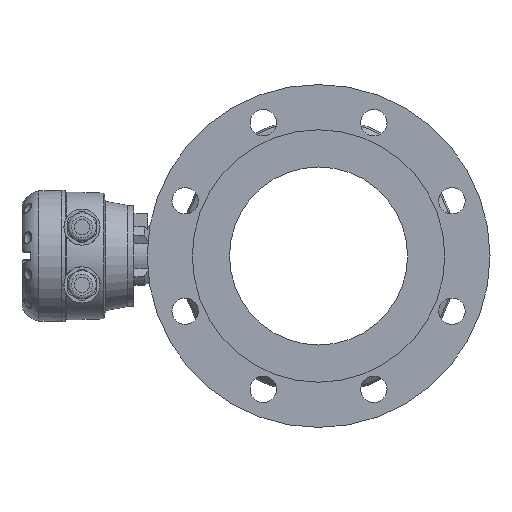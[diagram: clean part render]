
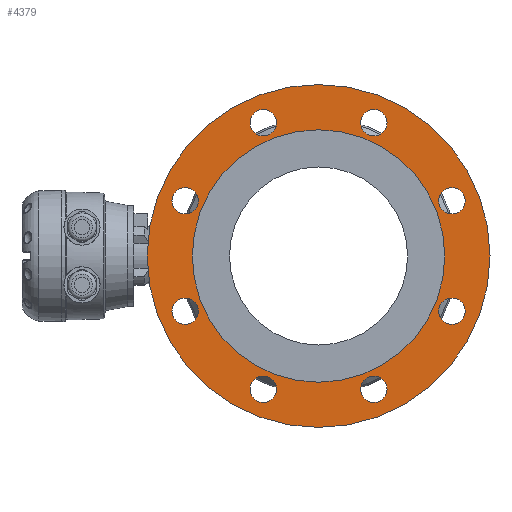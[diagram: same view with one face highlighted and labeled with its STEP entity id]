
A CAD part, left-side view. The second image highlights one B-rep face of the part: STEP entity #4379.
In plain terms, the highlighted planar face has unit normal (-1, 0, 0).
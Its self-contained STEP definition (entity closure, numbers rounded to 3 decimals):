
#2422 = ORIENTED_EDGE ( 'NONE', *, *, #6502, .F. ) ;
#2423 = ORIENTED_EDGE ( 'NONE', *, *, #2824, .F. ) ;
#2424 = ORIENTED_EDGE ( 'NONE', *, *, #2823, .F. ) ;
#2425 = ORIENTED_EDGE ( 'NONE', *, *, #6397, .F. ) ;
#2426 = ORIENTED_EDGE ( 'NONE', *, *, #6424, .F. ) ;
#2427 = ORIENTED_EDGE ( 'NONE', *, *, #6461, .F. ) ;
#2428 = ORIENTED_EDGE ( 'NONE', *, *, #6437, .F. ) ;
#2429 = ORIENTED_EDGE ( 'NONE', *, *, #6541, .F. ) ;
#2430 = ORIENTED_EDGE ( 'NONE', *, *, #12654, .F. ) ;
#2431 = ORIENTED_EDGE ( 'NONE', *, *, #2789, .T. ) ;
#2506 = EDGE_LOOP ( 'NONE', ( #2422 ) ) ;
#2789 = EDGE_CURVE ( 'NONE', #15601, #15601, #10419, .T. ) ;
#2823 = EDGE_CURVE ( 'NONE', #15617, #15617, #10464, .T. ) ;
#2824 = EDGE_CURVE ( 'NONE', #15619, #15619, #10466, .T. ) ;
#4379 = ADVANCED_FACE ( 'NONE', ( #10791, #10797, #10799, #10801, #10795, #10790, #10798, #10800, #10802, #10796 ), #4653, .T. ) ;
#4403 = DIRECTION ( 'NONE',  ( 0., 0., -1. ) ) ;
#4406 = DIRECTION ( 'NONE',  ( -1., 0., 0. ) ) ;
#4419 = CARTESIAN_POINT ( 'NONE',  ( -139.805, -147.017, -10.543 ) ) ;
#4452 = CARTESIAN_POINT ( 'NONE',  ( -139.805, -147.017, -10.543 ) ) ;
#4501 = DIRECTION ( 'NONE',  ( 0., 0., -1. ) ) ;
#4524 = CARTESIAN_POINT ( 'NONE',  ( -139.805, -101.095, 100.323 ) ) ;
#4556 = DIRECTION ( 'NONE',  ( 1., 0., 0. ) ) ;
#4575 = DIRECTION ( 'NONE',  ( -1., 0., 0. ) ) ;
#4582 = DIRECTION ( 'NONE',  ( 0., 0., 1. ) ) ;
#4586 = DIRECTION ( 'NONE',  ( -1., 0., 0. ) ) ;
#4619 = DIRECTION ( 'NONE',  ( 0., 0., 1. ) ) ;
#4620 = CARTESIAN_POINT ( 'NONE',  ( -139.805, -192.939, 100.323 ) ) ;
#4653 = PLANE ( 'NONE',  #13293 ) ;
#6397 = EDGE_CURVE ( 'NONE', #15663, #15663, #10861, .T. ) ;
#6424 = EDGE_CURVE ( 'NONE', #15669, #15669, #10880, .T. ) ;
#6437 = EDGE_CURVE ( 'NONE', #15677, #15677, #10896, .T. ) ;
#6461 = EDGE_CURVE ( 'NONE', #15683, #15683, #10914, .T. ) ;
#6502 = EDGE_CURVE ( 'NONE', #15691, #15691, #10944, .T. ) ;
#6541 = EDGE_CURVE ( 'NONE', #15707, #15707, #10969, .T. ) ;
#7540 = CARTESIAN_POINT ( 'NONE',  ( -139.805, -257.882, 35.379 ) ) ;
#7545 = DIRECTION ( 'NONE',  ( -1., 0., 0. ) ) ;
#7546 = DIRECTION ( 'NONE',  ( 0., 0., 1. ) ) ;
#7579 = CARTESIAN_POINT ( 'NONE',  ( -139.805, -257.882, -56.465 ) ) ;
#7580 = DIRECTION ( 'NONE',  ( -1., 0., 0. ) ) ;
#7581 = DIRECTION ( 'NONE',  ( 0., 0., 1. ) ) ;
#7607 = CARTESIAN_POINT ( 'NONE',  ( -139.805, -101.095, -121.408 ) ) ;
#7618 = DIRECTION ( 'NONE',  ( -1., 0., 0. ) ) ;
#7619 = DIRECTION ( 'NONE',  ( 0., 0., 1. ) ) ;
#7672 = CARTESIAN_POINT ( 'NONE',  ( -139.805, -192.939, -121.408 ) ) ;
#7680 = DIRECTION ( 'NONE',  ( -1., 0., 0. ) ) ;
#7681 = DIRECTION ( 'NONE',  ( 0., 0., 1. ) ) ;
#7924 = CARTESIAN_POINT ( 'NONE',  ( -139.805, -36.151, 35.379 ) ) ;
#7925 = DIRECTION ( 'NONE',  ( -1., 0., 0. ) ) ;
#7926 = DIRECTION ( 'NONE',  ( 0., 0., 1. ) ) ;
#7998 = CARTESIAN_POINT ( 'NONE',  ( -139.805, -36.151, -56.465 ) ) ;
#8004 = DIRECTION ( 'NONE',  ( -1., 0., 0. ) ) ;
#8005 = DIRECTION ( 'NONE',  ( 0., 0., 1. ) ) ;
#10151 = CARTESIAN_POINT ( 'NONE',  ( -139.805, -147.017, -10.543 ) ) ;
#10157 = DIRECTION ( 'NONE',  ( 1., 0., 0. ) ) ;
#10158 = DIRECTION ( 'NONE',  ( 0., 0., -1. ) ) ;
#10253 = EDGE_LOOP ( 'NONE', ( #2424 ) ) ;
#10254 = EDGE_LOOP ( 'NONE', ( #2423 ) ) ;
#10256 = EDGE_LOOP ( 'NONE', ( #2426 ) ) ;
#10257 = EDGE_LOOP ( 'NONE', ( #2425 ) ) ;
#10258 = EDGE_LOOP ( 'NONE', ( #2428 ) ) ;
#10259 = EDGE_LOOP ( 'NONE', ( #2427 ) ) ;
#10261 = EDGE_LOOP ( 'NONE', ( #2430 ) ) ;
#10262 = EDGE_LOOP ( 'NONE', ( #2429 ) ) ;
#10265 = EDGE_LOOP ( 'NONE', ( #2431 ) ) ;
#10419 = CIRCLE ( 'NONE', #13182, 104.9 ) ;
#10464 = CIRCLE ( 'NONE', #13200, 11. ) ;
#10466 = CIRCLE ( 'NONE', #13202, 11. ) ;
#10790 = FACE_BOUND ( 'NONE', #10259, .T. ) ;
#10791 = FACE_BOUND ( 'NONE', #2506, .T. ) ;
#10795 = FACE_BOUND ( 'NONE', #10256, .T. ) ;
#10796 = FACE_BOUND ( 'NONE', #10265, .T. ) ;
#10797 = FACE_BOUND ( 'NONE', #10254, .T. ) ;
#10798 = FACE_BOUND ( 'NONE', #10258, .T. ) ;
#10799 = FACE_BOUND ( 'NONE', #10253, .T. ) ;
#10800 = FACE_BOUND ( 'NONE', #10262, .T. ) ;
#10801 = FACE_BOUND ( 'NONE', #10257, .T. ) ;
#10802 = FACE_OUTER_BOUND ( 'NONE', #10261, .T. ) ;
#10861 = CIRCLE ( 'NONE', #13315, 11. ) ;
#10880 = CIRCLE ( 'NONE', #13313, 11. ) ;
#10896 = CIRCLE ( 'NONE', #13330, 11. ) ;
#10914 = CIRCLE ( 'NONE', #13335, 11. ) ;
#10944 = CIRCLE ( 'NONE', #13343, 11. ) ;
#10969 = CIRCLE ( 'NONE', #13353, 11. ) ;
#12654 = EDGE_CURVE ( 'NONE', #15775, #15775, #14221, .T. ) ;
#13182 = AXIS2_PLACEMENT_3D ( 'NONE', #4452, #4556, #4501 ) ;
#13200 = AXIS2_PLACEMENT_3D ( 'NONE', #4620, #4575, #4619 ) ;
#13202 = AXIS2_PLACEMENT_3D ( 'NONE', #4524, #4586, #4582 ) ;
#13293 = AXIS2_PLACEMENT_3D ( 'NONE', #4419, #4406, #4403 ) ;
#13313 = AXIS2_PLACEMENT_3D ( 'NONE', #7579, #7580, #7581 ) ;
#13315 = AXIS2_PLACEMENT_3D ( 'NONE', #7540, #7545, #7546 ) ;
#13330 = AXIS2_PLACEMENT_3D ( 'NONE', #7607, #7618, #7619 ) ;
#13335 = AXIS2_PLACEMENT_3D ( 'NONE', #7672, #7680, #7681 ) ;
#13343 = AXIS2_PLACEMENT_3D ( 'NONE', #7924, #7925, #7926 ) ;
#13353 = AXIS2_PLACEMENT_3D ( 'NONE', #7998, #8004, #8005 ) ;
#13705 = AXIS2_PLACEMENT_3D ( 'NONE', #10151, #10157, #10158 ) ;
#14221 = CIRCLE ( 'NONE', #13705, 142.5 ) ;
#15601 = VERTEX_POINT ( 'NONE', #15602 ) ;
#15602 = CARTESIAN_POINT ( 'NONE',  ( -139.805, -147.017, -115.443 ) ) ;
#15617 = VERTEX_POINT ( 'NONE', #15618 ) ;
#15618 = CARTESIAN_POINT ( 'NONE',  ( -139.805, -192.939, 111.323 ) ) ;
#15619 = VERTEX_POINT ( 'NONE', #15620 ) ;
#15620 = CARTESIAN_POINT ( 'NONE',  ( -139.805, -101.095, 111.323 ) ) ;
#15663 = VERTEX_POINT ( 'NONE', #15664 ) ;
#15664 = CARTESIAN_POINT ( 'NONE',  ( -139.805, -257.882, 46.379 ) ) ;
#15669 = VERTEX_POINT ( 'NONE', #15670 ) ;
#15670 = CARTESIAN_POINT ( 'NONE',  ( -139.805, -257.882, -45.465 ) ) ;
#15677 = VERTEX_POINT ( 'NONE', #15678 ) ;
#15678 = CARTESIAN_POINT ( 'NONE',  ( -139.805, -101.095, -110.408 ) ) ;
#15683 = VERTEX_POINT ( 'NONE', #15684 ) ;
#15684 = CARTESIAN_POINT ( 'NONE',  ( -139.805, -192.939, -110.408 ) ) ;
#15691 = VERTEX_POINT ( 'NONE', #15692 ) ;
#15692 = CARTESIAN_POINT ( 'NONE',  ( -139.805, -36.151, 46.379 ) ) ;
#15707 = VERTEX_POINT ( 'NONE', #15708 ) ;
#15708 = CARTESIAN_POINT ( 'NONE',  ( -139.805, -36.151, -45.465 ) ) ;
#15775 = VERTEX_POINT ( 'NONE', #15776 ) ;
#15776 = CARTESIAN_POINT ( 'NONE',  ( -139.805, -147.017, -153.043 ) ) ;
